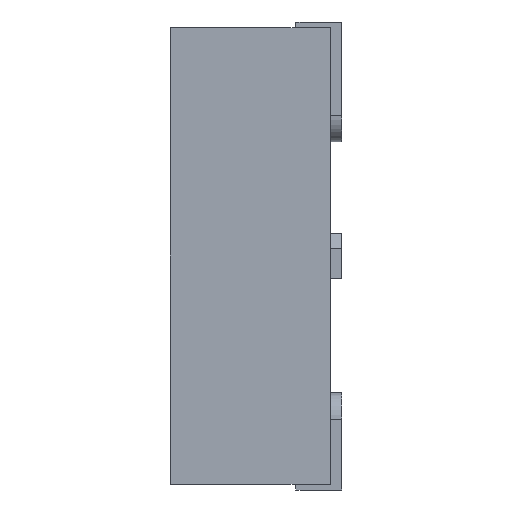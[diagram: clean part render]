
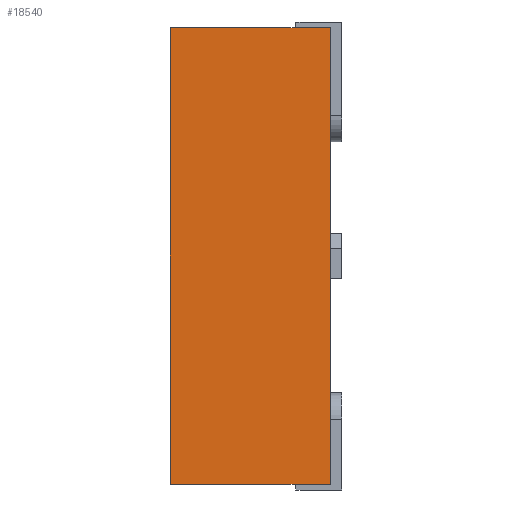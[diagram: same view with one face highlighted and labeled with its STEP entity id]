
A CAD part, left-side view. The second image highlights one B-rep face of the part: STEP entity #18540.
In plain terms, the highlighted planar face has unit normal (-1, 0, 0).
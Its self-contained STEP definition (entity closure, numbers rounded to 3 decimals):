
#234 = AXIS2_PLACEMENT_3D ( 'NONE', #5909, #11964, #7413 ) ;
#796 = ORIENTED_EDGE ( 'NONE', *, *, #18610, .T. ) ;
#877 = VECTOR ( 'NONE', #3235, 1000. ) ;
#1042 = LINE ( 'NONE', #11543, #18548 ) ;
#1311 = CARTESIAN_POINT ( 'NONE',  ( -1., 0., -1. ) ) ;
#2247 = VERTEX_POINT ( 'NONE', #6979 ) ;
#2318 = ORIENTED_EDGE ( 'NONE', *, *, #2409, .T. ) ;
#2409 = EDGE_CURVE ( 'NONE', #2247, #16834, #18406, .T. ) ;
#3235 = DIRECTION ( 'NONE',  ( 0., 0., -1. ) ) ;
#3840 = EDGE_CURVE ( 'NONE', #4730, #16834, #10063, .T. ) ;
#4711 = ORIENTED_EDGE ( 'NONE', *, *, #3840, .F. ) ;
#4730 = VERTEX_POINT ( 'NONE', #19441 ) ;
#4867 = DIRECTION ( 'NONE',  ( 0., -1., 0. ) ) ;
#5756 = EDGE_LOOP ( 'NONE', ( #15546, #796, #2318, #4711 ) ) ;
#5909 = CARTESIAN_POINT ( 'NONE',  ( -1., 0.7, 1. ) ) ;
#6979 = CARTESIAN_POINT ( 'NONE',  ( -1., 0.7, -1. ) ) ;
#7413 = DIRECTION ( 'NONE',  ( 0., 0., -1. ) ) ;
#7419 = VECTOR ( 'NONE', #4867, 1000. ) ;
#7452 = CARTESIAN_POINT ( 'NONE',  ( -1., 0.7, -1. ) ) ;
#9951 = CARTESIAN_POINT ( 'NONE',  ( -1., 0.7, 1. ) ) ;
#9973 = DIRECTION ( 'NONE',  ( 0., 0., -1. ) ) ;
#10063 = LINE ( 'NONE', #18747, #12088 ) ;
#11543 = CARTESIAN_POINT ( 'NONE',  ( -1., 0.7, 1. ) ) ;
#11766 = EDGE_CURVE ( 'NONE', #12079, #4730, #1042, .T. ) ;
#11964 = DIRECTION ( 'NONE',  ( 1., 0., 0. ) ) ;
#12079 = VERTEX_POINT ( 'NONE', #9951 ) ;
#12088 = VECTOR ( 'NONE', #9973, 1000. ) ;
#12805 = LINE ( 'NONE', #15867, #877 ) ;
#13641 = PLANE ( 'NONE',  #234 ) ;
#14830 = FACE_OUTER_BOUND ( 'NONE', #5756, .T. ) ;
#15546 = ORIENTED_EDGE ( 'NONE', *, *, #11766, .F. ) ;
#15867 = CARTESIAN_POINT ( 'NONE',  ( -1., 0.7, 1. ) ) ;
#16834 = VERTEX_POINT ( 'NONE', #1311 ) ;
#17556 = DIRECTION ( 'NONE',  ( 0., -1., 0. ) ) ;
#18406 = LINE ( 'NONE', #7452, #7419 ) ;
#18540 = ADVANCED_FACE ( 'NONE', ( #14830 ), #13641, .F. ) ;
#18548 = VECTOR ( 'NONE', #17556, 1000. ) ;
#18610 = EDGE_CURVE ( 'NONE', #12079, #2247, #12805, .T. ) ;
#18747 = CARTESIAN_POINT ( 'NONE',  ( -1., 0., 1. ) ) ;
#19441 = CARTESIAN_POINT ( 'NONE',  ( -1., 0., 1. ) ) ;
